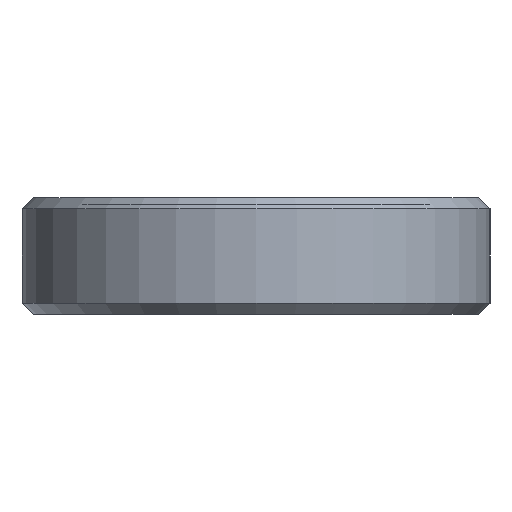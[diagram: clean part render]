
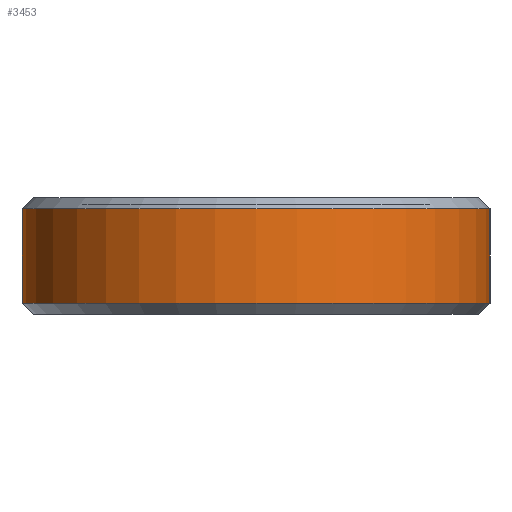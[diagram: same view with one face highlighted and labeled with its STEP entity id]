
A CAD part, left-side view. The second image highlights one B-rep face of the part: STEP entity #3453.
In plain terms, the highlighted cylindrical face has radius 6.25 mm (diameter 12.5 mm), a partial arc.
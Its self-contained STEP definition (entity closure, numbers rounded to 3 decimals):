
#45 = CONICAL_SURFACE('',#46,6.25,0.785);
#46 = AXIS2_PLACEMENT_3D('',#47,#48,#49);
#47 = CARTESIAN_POINT('',(0.,0.,0.3));
#48 = DIRECTION('',(0.,0.,1.));
#49 = DIRECTION('',(0.,1.,0.));
#1260 = VERTEX_POINT('',#1261);
#1261 = CARTESIAN_POINT('',(0.,6.25,0.3));
#1284 = VERTEX_POINT('',#1285);
#1285 = CARTESIAN_POINT('',(0.,-6.25,0.3));
#1306 = EDGE_CURVE('',#1260,#1284,#1307,.T.);
#1307 = SURFACE_CURVE('',#1308,(#1313,#1320),.PCURVE_S1.);
#1308 = CIRCLE('',#1309,6.25);
#1309 = AXIS2_PLACEMENT_3D('',#1310,#1311,#1312);
#1310 = CARTESIAN_POINT('',(0.,0.,0.3));
#1311 = DIRECTION('',(0.,-0.,1.));
#1312 = DIRECTION('',(0.,1.,0.));
#1313 = PCURVE('',#45,#1314);
#1314 = DEFINITIONAL_REPRESENTATION('',(#1315),#1319);
#1315 = LINE('',#1316,#1317);
#1316 = CARTESIAN_POINT('',(0.,0.));
#1317 = VECTOR('',#1318,1.);
#1318 = DIRECTION('',(1.,0.));
#1319 = ( GEOMETRIC_REPRESENTATION_CONTEXT(2) 
PARAMETRIC_REPRESENTATION_CONTEXT() REPRESENTATION_CONTEXT('2D SPACE',''
  ) );
#1320 = PCURVE('',#1321,#1326);
#1321 = CYLINDRICAL_SURFACE('',#1322,6.25);
#1322 = AXIS2_PLACEMENT_3D('',#1323,#1324,#1325);
#1323 = CARTESIAN_POINT('',(0.,0.,0.));
#1324 = DIRECTION('',(-0.,-0.,-1.));
#1325 = DIRECTION('',(1.,0.,0.));
#1326 = DEFINITIONAL_REPRESENTATION('',(#1327),#1331);
#1327 = LINE('',#1328,#1329);
#1328 = CARTESIAN_POINT('',(-1.571,-0.3));
#1329 = VECTOR('',#1330,1.);
#1330 = DIRECTION('',(-1.,0.));
#1331 = ( GEOMETRIC_REPRESENTATION_CONTEXT(2) 
PARAMETRIC_REPRESENTATION_CONTEXT() REPRESENTATION_CONTEXT('2D SPACE',''
  ) );
#1375 = PLANE('',#1376);
#1376 = AXIS2_PLACEMENT_3D('',#1377,#1378,#1379);
#1377 = CARTESIAN_POINT('',(0.,6.25,0.));
#1378 = DIRECTION('',(0.,1.,0.));
#1379 = DIRECTION('',(1.,0.,0.));
#1429 = PLANE('',#1430);
#1430 = AXIS2_PLACEMENT_3D('',#1431,#1432,#1433);
#1431 = CARTESIAN_POINT('',(0.,-6.25,0.));
#1432 = DIRECTION('',(0.,1.,0.));
#1433 = DIRECTION('',(1.,0.,0.));
#3453 = ADVANCED_FACE('',(#3454),#1321,.T.);
#3454 = FACE_BOUND('',#3455,.F.);
#3455 = EDGE_LOOP('',(#3456,#3479,#3508,#3529));
#3456 = ORIENTED_EDGE('',*,*,#3457,.T.);
#3457 = EDGE_CURVE('',#1260,#3458,#3460,.T.);
#3458 = VERTEX_POINT('',#3459);
#3459 = CARTESIAN_POINT('',(0.,6.25,2.825));
#3460 = SURFACE_CURVE('',#3461,(#3465,#3472),.PCURVE_S1.);
#3461 = LINE('',#3462,#3463);
#3462 = CARTESIAN_POINT('',(0.,6.25,0.));
#3463 = VECTOR('',#3464,1.);
#3464 = DIRECTION('',(0.,0.,1.));
#3465 = PCURVE('',#1321,#3466);
#3466 = DEFINITIONAL_REPRESENTATION('',(#3467),#3471);
#3467 = LINE('',#3468,#3469);
#3468 = CARTESIAN_POINT('',(-1.571,0.));
#3469 = VECTOR('',#3470,1.);
#3470 = DIRECTION('',(-0.,-1.));
#3471 = ( GEOMETRIC_REPRESENTATION_CONTEXT(2) 
PARAMETRIC_REPRESENTATION_CONTEXT() REPRESENTATION_CONTEXT('2D SPACE',''
  ) );
#3472 = PCURVE('',#1375,#3473);
#3473 = DEFINITIONAL_REPRESENTATION('',(#3474),#3478);
#3474 = LINE('',#3475,#3476);
#3475 = CARTESIAN_POINT('',(0.,0.));
#3476 = VECTOR('',#3477,1.);
#3477 = DIRECTION('',(0.,-1.));
#3478 = ( GEOMETRIC_REPRESENTATION_CONTEXT(2) 
PARAMETRIC_REPRESENTATION_CONTEXT() REPRESENTATION_CONTEXT('2D SPACE',''
  ) );
#3479 = ORIENTED_EDGE('',*,*,#3480,.T.);
#3480 = EDGE_CURVE('',#3458,#3481,#3483,.T.);
#3481 = VERTEX_POINT('',#3482);
#3482 = CARTESIAN_POINT('',(0.,-6.25,2.825));
#3483 = SURFACE_CURVE('',#3484,(#3489,#3496),.PCURVE_S1.);
#3484 = CIRCLE('',#3485,6.25);
#3485 = AXIS2_PLACEMENT_3D('',#3486,#3487,#3488);
#3486 = CARTESIAN_POINT('',(0.,0.,2.825));
#3487 = DIRECTION('',(0.,-0.,1.));
#3488 = DIRECTION('',(0.,1.,0.));
#3489 = PCURVE('',#1321,#3490);
#3490 = DEFINITIONAL_REPRESENTATION('',(#3491),#3495);
#3491 = LINE('',#3492,#3493);
#3492 = CARTESIAN_POINT('',(-1.571,-2.825));
#3493 = VECTOR('',#3494,1.);
#3494 = DIRECTION('',(-1.,0.));
#3495 = ( GEOMETRIC_REPRESENTATION_CONTEXT(2) 
PARAMETRIC_REPRESENTATION_CONTEXT() REPRESENTATION_CONTEXT('2D SPACE',''
  ) );
#3496 = PCURVE('',#3497,#3502);
#3497 = CONICAL_SURFACE('',#3498,6.25,0.785);
#3498 = AXIS2_PLACEMENT_3D('',#3499,#3500,#3501);
#3499 = CARTESIAN_POINT('',(0.,0.,2.825));
#3500 = DIRECTION('',(-0.,-0.,-1.));
#3501 = DIRECTION('',(0.,1.,0.));
#3502 = DEFINITIONAL_REPRESENTATION('',(#3503),#3507);
#3503 = LINE('',#3504,#3505);
#3504 = CARTESIAN_POINT('',(-0.,-0.));
#3505 = VECTOR('',#3506,1.);
#3506 = DIRECTION('',(-1.,-0.));
#3507 = ( GEOMETRIC_REPRESENTATION_CONTEXT(2) 
PARAMETRIC_REPRESENTATION_CONTEXT() REPRESENTATION_CONTEXT('2D SPACE',''
  ) );
#3508 = ORIENTED_EDGE('',*,*,#3509,.F.);
#3509 = EDGE_CURVE('',#1284,#3481,#3510,.T.);
#3510 = SURFACE_CURVE('',#3511,(#3515,#3522),.PCURVE_S1.);
#3511 = LINE('',#3512,#3513);
#3512 = CARTESIAN_POINT('',(0.,-6.25,0.));
#3513 = VECTOR('',#3514,1.);
#3514 = DIRECTION('',(0.,0.,1.));
#3515 = PCURVE('',#1321,#3516);
#3516 = DEFINITIONAL_REPRESENTATION('',(#3517),#3521);
#3517 = LINE('',#3518,#3519);
#3518 = CARTESIAN_POINT('',(-4.712,0.));
#3519 = VECTOR('',#3520,1.);
#3520 = DIRECTION('',(-0.,-1.));
#3521 = ( GEOMETRIC_REPRESENTATION_CONTEXT(2) 
PARAMETRIC_REPRESENTATION_CONTEXT() REPRESENTATION_CONTEXT('2D SPACE',''
  ) );
#3522 = PCURVE('',#1429,#3523);
#3523 = DEFINITIONAL_REPRESENTATION('',(#3524),#3528);
#3524 = LINE('',#3525,#3526);
#3525 = CARTESIAN_POINT('',(0.,0.));
#3526 = VECTOR('',#3527,1.);
#3527 = DIRECTION('',(0.,-1.));
#3528 = ( GEOMETRIC_REPRESENTATION_CONTEXT(2) 
PARAMETRIC_REPRESENTATION_CONTEXT() REPRESENTATION_CONTEXT('2D SPACE',''
  ) );
#3529 = ORIENTED_EDGE('',*,*,#1306,.F.);
